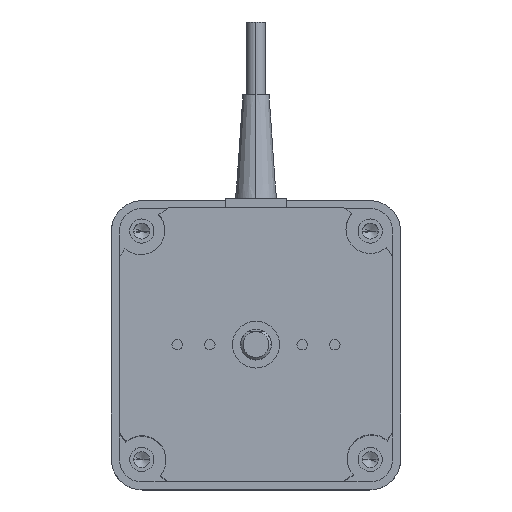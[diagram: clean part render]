
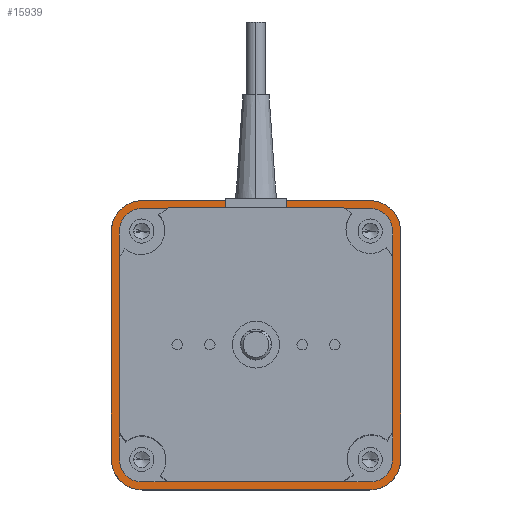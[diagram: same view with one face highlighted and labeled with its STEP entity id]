
A CAD part, top view. The second image highlights one B-rep face of the part: STEP entity #15939.
In plain terms, the highlighted planar face has unit normal (0, 0, 1).
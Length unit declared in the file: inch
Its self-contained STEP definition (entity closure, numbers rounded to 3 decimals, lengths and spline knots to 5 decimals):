
#39 = EDGE_CURVE ( 'NONE', #15315, #6767, #4101, .T. ) ;
#257 = AXIS2_PLACEMENT_3D ( 'NONE', #2559, #18901, #4923 ) ;
#980 = CARTESIAN_POINT ( 'NONE',  ( 0.92913, 0.92913, 3.346 ) ) ;
#1086 = ORIENTED_EDGE ( 'NONE', *, *, #10075, .F. ) ;
#1329 = CIRCLE ( 'NONE', #23752, 0.1811 ) ;
#1421 = AXIS2_PLACEMENT_3D ( 'NONE', #16073, #6799, #23121 ) ;
#1672 = EDGE_CURVE ( 'NONE', #13557, #19533, #13555, .T. ) ;
#1712 = CARTESIAN_POINT ( 'NONE',  ( 0.925, 1.175, 3.346 ) ) ;
#1906 = CARTESIAN_POINT ( 'NONE',  ( -1.11024, 0.92913, 3.346 ) ) ;
#2419 = EDGE_CURVE ( 'NONE', #11743, #6751, #14735, .T. ) ;
#2513 = DIRECTION ( 'NONE',  ( 1., 0., 0. ) ) ;
#2559 = CARTESIAN_POINT ( 'NONE',  ( 0.92913, -0.92913, 3.346 ) ) ;
#2748 = CARTESIAN_POINT ( 'NONE',  ( -1.175, 0.925, 3.346 ) ) ;
#3333 = DIRECTION ( 'NONE',  ( 1., 0., 0. ) ) ;
#3786 = DIRECTION ( 'NONE',  ( 1., 0., 0. ) ) ;
#4022 = EDGE_CURVE ( 'NONE', #16530, #11671, #21628, .T. ) ;
#4100 = EDGE_CURVE ( 'NONE', #6751, #22159, #13952, .T. ) ;
#4101 = CIRCLE ( 'NONE', #5900, 0.1811 ) ;
#4923 = DIRECTION ( 'NONE',  ( 1., 0., 0. ) ) ;
#5124 = ORIENTED_EDGE ( 'NONE', *, *, #15247, .T. ) ;
#5130 = EDGE_CURVE ( 'NONE', #5294, #8807, #24862, .T. ) ;
#5294 = VERTEX_POINT ( 'NONE', #17012 ) ;
#5900 = AXIS2_PLACEMENT_3D ( 'NONE', #24962, #10865, #3786 ) ;
#6290 = CARTESIAN_POINT ( 'NONE',  ( 0.925, -0.925, 3.346 ) ) ;
#6751 = VERTEX_POINT ( 'NONE', #2748 ) ;
#6767 = VERTEX_POINT ( 'NONE', #12198 ) ;
#6799 = DIRECTION ( 'NONE',  ( 0., 0., 1. ) ) ;
#7025 = LINE ( 'NONE', #21252, #24930 ) ;
#7050 = CIRCLE ( 'NONE', #19276, 0.1811 ) ;
#8107 = FACE_OUTER_BOUND ( 'NONE', #26573, .T. ) ;
#8141 = CARTESIAN_POINT ( 'NONE',  ( 0.925, 0.925, 3.346 ) ) ;
#8332 = DIRECTION ( 'NONE',  ( 0., 0., 1. ) ) ;
#8471 = DIRECTION ( 'NONE',  ( -1., 0., 0. ) ) ;
#8590 = LINE ( 'NONE', #10622, #14043 ) ;
#8646 = DIRECTION ( 'NONE',  ( 1., 0., 0. ) ) ;
#8807 = VERTEX_POINT ( 'NONE', #14584 ) ;
#8884 = LINE ( 'NONE', #17883, #20548 ) ;
#9193 = CARTESIAN_POINT ( 'NONE',  ( 1.11024, -0.92913, 3.346 ) ) ;
#9719 = DIRECTION ( 'NONE',  ( 0., -1., 0. ) ) ;
#9859 = DIRECTION ( 'NONE',  ( 0., 0., 1. ) ) ;
#9903 = CARTESIAN_POINT ( 'NONE',  ( 1.11024, -1.9, 3.346 ) ) ;
#10075 = EDGE_CURVE ( 'NONE', #8807, #17081, #7050, .T. ) ;
#10208 = EDGE_CURVE ( 'NONE', #28386, #25617, #8884, .T. ) ;
#10456 = DIRECTION ( 'NONE',  ( 1., 0., 0. ) ) ;
#10622 = CARTESIAN_POINT ( 'NONE',  ( 1.175, 0.925, 3.346 ) ) ;
#10865 = DIRECTION ( 'NONE',  ( 0., 0., 1. ) ) ;
#11109 = ORIENTED_EDGE ( 'NONE', *, *, #4022, .F. ) ;
#11231 = LINE ( 'NONE', #9903, #22172 ) ;
#11671 = VERTEX_POINT ( 'NONE', #9193 ) ;
#11743 = VERTEX_POINT ( 'NONE', #28125 ) ;
#12198 = CARTESIAN_POINT ( 'NONE',  ( -0.92913, -1.11024, 3.346 ) ) ;
#12262 = LINE ( 'NONE', #13269, #17723 ) ;
#12603 = CARTESIAN_POINT ( 'NONE',  ( -0.92913, 0.92913, 3.346 ) ) ;
#12744 = ORIENTED_EDGE ( 'NONE', *, *, #26022, .F. ) ;
#13018 = CIRCLE ( 'NONE', #20433, 0.25 ) ;
#13269 = CARTESIAN_POINT ( 'NONE',  ( -0.925, 1.175, 3.346 ) ) ;
#13470 = ORIENTED_EDGE ( 'NONE', *, *, #2419, .T. ) ;
#13555 = CIRCLE ( 'NONE', #24330, 0.25 ) ;
#13557 = VERTEX_POINT ( 'NONE', #24941 ) ;
#13754 = EDGE_CURVE ( 'NONE', #6767, #16530, #19601, .T. ) ;
#13952 = LINE ( 'NONE', #19127, #25642 ) ;
#14043 = VECTOR ( 'NONE', #26841, 39.37008 ) ;
#14207 = VERTEX_POINT ( 'NONE', #15555 ) ;
#14584 = CARTESIAN_POINT ( 'NONE',  ( -0.92913, 1.11024, 3.346 ) ) ;
#14585 = ORIENTED_EDGE ( 'NONE', *, *, #1672, .T. ) ;
#14735 = CIRCLE ( 'NONE', #24146, 0.25 ) ;
#14937 = DIRECTION ( 'NONE',  ( 1., 0., 0. ) ) ;
#15170 = EDGE_CURVE ( 'NONE', #14207, #13557, #8590, .T. ) ;
#15247 = EDGE_CURVE ( 'NONE', #19533, #11743, #12262, .T. ) ;
#15315 = VERTEX_POINT ( 'NONE', #19803 ) ;
#15374 = CIRCLE ( 'NONE', #21093, 0.25 ) ;
#15555 = CARTESIAN_POINT ( 'NONE',  ( 1.175, -0.925, 3.346 ) ) ;
#15939 = ADVANCED_FACE ( 'NONE', ( #26706, #8107 ), #20765, .T. ) ;
#16073 = CARTESIAN_POINT ( 'NONE',  ( -1.9, -1.9, 3.346 ) ) ;
#16522 = CARTESIAN_POINT ( 'NONE',  ( -1.9, -1.11024, 3.346 ) ) ;
#16530 = VERTEX_POINT ( 'NONE', #18178 ) ;
#16754 = DIRECTION ( 'NONE',  ( 0., -1., 0. ) ) ;
#17012 = CARTESIAN_POINT ( 'NONE',  ( 0.92913, 1.11024, 3.346 ) ) ;
#17081 = VERTEX_POINT ( 'NONE', #1906 ) ;
#17330 = DIRECTION ( 'NONE',  ( 0., 0., 1. ) ) ;
#17723 = VECTOR ( 'NONE', #22535, 39.37008 ) ;
#17729 = CARTESIAN_POINT ( 'NONE',  ( 1.11024, 0.92913, 3.346 ) ) ;
#17883 = CARTESIAN_POINT ( 'NONE',  ( -0.925, -1.175, 3.346 ) ) ;
#18178 = CARTESIAN_POINT ( 'NONE',  ( 0.92913, -1.11024, 3.346 ) ) ;
#18225 = EDGE_CURVE ( 'NONE', #18336, #5294, #1329, .T. ) ;
#18336 = VERTEX_POINT ( 'NONE', #17729 ) ;
#18516 = ORIENTED_EDGE ( 'NONE', *, *, #10208, .T. ) ;
#18901 = DIRECTION ( 'NONE',  ( 0., 0., 1. ) ) ;
#19103 = CARTESIAN_POINT ( 'NONE',  ( 0.925, -1.175, 3.346 ) ) ;
#19127 = CARTESIAN_POINT ( 'NONE',  ( -1.175, 0.925, 3.346 ) ) ;
#19276 = AXIS2_PLACEMENT_3D ( 'NONE', #12603, #28901, #14937 ) ;
#19533 = VERTEX_POINT ( 'NONE', #1712 ) ;
#19601 = LINE ( 'NONE', #16522, #22530 ) ;
#19803 = CARTESIAN_POINT ( 'NONE',  ( -1.11024, -0.92913, 3.346 ) ) ;
#19886 = ORIENTED_EDGE ( 'NONE', *, *, #26577, .T. ) ;
#20024 = DIRECTION ( 'NONE',  ( 1., 0., 0. ) ) ;
#20433 = AXIS2_PLACEMENT_3D ( 'NONE', #23851, #9859, #26180 ) ;
#20548 = VECTOR ( 'NONE', #20024, 39.37008 ) ;
#20765 = PLANE ( 'NONE',  #1421 ) ;
#21093 = AXIS2_PLACEMENT_3D ( 'NONE', #6290, #22612, #8646 ) ;
#21252 = CARTESIAN_POINT ( 'NONE',  ( -1.11024, -1.9, 3.346 ) ) ;
#21628 = CIRCLE ( 'NONE', #257, 0.1811 ) ;
#21705 = ORIENTED_EDGE ( 'NONE', *, *, #39, .F. ) ;
#22159 = VERTEX_POINT ( 'NONE', #28907 ) ;
#22172 = VECTOR ( 'NONE', #26212, 39.37008 ) ;
#22316 = CARTESIAN_POINT ( 'NONE',  ( -0.925, 0.925, 3.346 ) ) ;
#22530 = VECTOR ( 'NONE', #2513, 39.37008 ) ;
#22535 = DIRECTION ( 'NONE',  ( -1., 0., 0. ) ) ;
#22612 = DIRECTION ( 'NONE',  ( 0., 0., 1. ) ) ;
#23121 = DIRECTION ( 'NONE',  ( 1., 0., 0. ) ) ;
#23752 = AXIS2_PLACEMENT_3D ( 'NONE', #980, #17330, #3333 ) ;
#23851 = CARTESIAN_POINT ( 'NONE',  ( -0.925, -0.925, 3.346 ) ) ;
#24146 = AXIS2_PLACEMENT_3D ( 'NONE', #22316, #8332, #24678 ) ;
#24330 = AXIS2_PLACEMENT_3D ( 'NONE', #8141, #24458, #10456 ) ;
#24458 = DIRECTION ( 'NONE',  ( 0., 0., 1. ) ) ;
#24678 = DIRECTION ( 'NONE',  ( 1., 0., 0. ) ) ;
#24778 = CARTESIAN_POINT ( 'NONE',  ( -1.9, 1.11024, 3.346 ) ) ;
#24862 = LINE ( 'NONE', #24778, #25584 ) ;
#24930 = VECTOR ( 'NONE', #9719, 39.37008 ) ;
#24941 = CARTESIAN_POINT ( 'NONE',  ( 1.175, 0.925, 3.346 ) ) ;
#24962 = CARTESIAN_POINT ( 'NONE',  ( -0.92913, -0.92913, 3.346 ) ) ;
#25584 = VECTOR ( 'NONE', #8471, 39.37008 ) ;
#25617 = VERTEX_POINT ( 'NONE', #19103 ) ;
#25642 = VECTOR ( 'NONE', #16754, 39.37008 ) ;
#25660 = ORIENTED_EDGE ( 'NONE', *, *, #5130, .F. ) ;
#26022 = EDGE_CURVE ( 'NONE', #11671, #18336, #11231, .T. ) ;
#26180 = DIRECTION ( 'NONE',  ( 1., 0., 0. ) ) ;
#26212 = DIRECTION ( 'NONE',  ( 0., 1., 0. ) ) ;
#26278 = ORIENTED_EDGE ( 'NONE', *, *, #4100, .T. ) ;
#26573 = EDGE_LOOP ( 'NONE', ( #5124, #13470, #26278, #19886, #18516, #27619, #29568, #14585 ) ) ;
#26577 = EDGE_CURVE ( 'NONE', #22159, #28386, #13018, .T. ) ;
#26706 = FACE_BOUND ( 'NONE', #29818, .T. ) ;
#26841 = DIRECTION ( 'NONE',  ( 0., 1., 0. ) ) ;
#27334 = ORIENTED_EDGE ( 'NONE', *, *, #13754, .F. ) ;
#27418 = ORIENTED_EDGE ( 'NONE', *, *, #29277, .F. ) ;
#27619 = ORIENTED_EDGE ( 'NONE', *, *, #30147, .T. ) ;
#28125 = CARTESIAN_POINT ( 'NONE',  ( -0.925, 1.175, 3.346 ) ) ;
#28386 = VERTEX_POINT ( 'NONE', #30142 ) ;
#28901 = DIRECTION ( 'NONE',  ( 0., 0., 1. ) ) ;
#28907 = CARTESIAN_POINT ( 'NONE',  ( -1.175, -0.925, 3.346 ) ) ;
#29277 = EDGE_CURVE ( 'NONE', #17081, #15315, #7025, .T. ) ;
#29568 = ORIENTED_EDGE ( 'NONE', *, *, #15170, .T. ) ;
#29818 = EDGE_LOOP ( 'NONE', ( #30042, #12744, #11109, #27334, #21705, #27418, #1086, #25660 ) ) ;
#30042 = ORIENTED_EDGE ( 'NONE', *, *, #18225, .F. ) ;
#30142 = CARTESIAN_POINT ( 'NONE',  ( -0.925, -1.175, 3.346 ) ) ;
#30147 = EDGE_CURVE ( 'NONE', #25617, #14207, #15374, .T. ) ;
